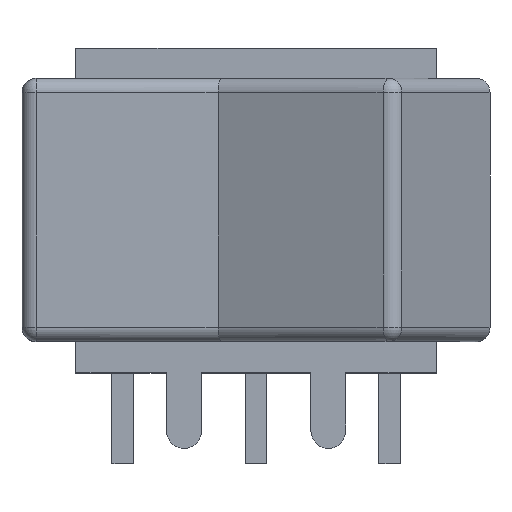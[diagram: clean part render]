
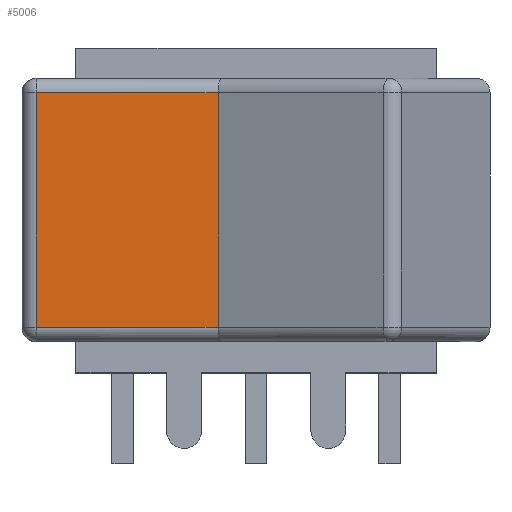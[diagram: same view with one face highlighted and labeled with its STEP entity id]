
A CAD part, top view. The second image highlights one B-rep face of the part: STEP entity #5006.
In plain terms, the highlighted planar face has unit normal (-0.002, 0, 1).
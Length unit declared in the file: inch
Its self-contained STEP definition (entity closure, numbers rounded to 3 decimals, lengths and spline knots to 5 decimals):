
#419=FACE_OUTER_BOUND('',#704,.T.);
#704=EDGE_LOOP('',(#3824,#3825,#3826,#3827));
#1110=LINE('',#7871,#1666);
#1115=LINE('',#7890,#1671);
#1117=LINE('',#7894,#1673);
#1118=LINE('',#7895,#1674);
#1666=VECTOR('',#6207,0.3937);
#1671=VECTOR('',#6232,0.3937);
#1673=VECTOR('',#6236,0.3937);
#1674=VECTOR('',#6237,0.3937);
#2225=VERTEX_POINT('',#7865);
#2226=VERTEX_POINT('',#7869);
#2230=VERTEX_POINT('',#7889);
#2231=VERTEX_POINT('',#7893);
#2803=EDGE_CURVE('',#2226,#2225,#1110,.T.);
#2812=EDGE_CURVE('',#2225,#2230,#1115,.T.);
#2814=EDGE_CURVE('',#2226,#2231,#1117,.T.);
#2815=EDGE_CURVE('',#2230,#2231,#1118,.T.);
#3824=ORIENTED_EDGE('',*,*,#2803,.F.);
#3825=ORIENTED_EDGE('',*,*,#2814,.T.);
#3826=ORIENTED_EDGE('',*,*,#2815,.F.);
#3827=ORIENTED_EDGE('',*,*,#2812,.F.);
#4779=PLANE('',#5387);
#5006=ADVANCED_FACE('',(#419),#4779,.T.);
#5387=AXIS2_PLACEMENT_3D('',#7892,#6234,#6235);
#6207=DIRECTION('',(1.,0.,0.002));
#6232=DIRECTION('',(0.,-1.,0.));
#6234=DIRECTION('center_axis',(-0.002,0.,
1.));
#6235=DIRECTION('ref_axis',(0.,-1.,0.));
#6236=DIRECTION('',(0.,-1.,0.));
#6237=DIRECTION('',(-1.,0.,-0.002));
#7865=CARTESIAN_POINT('',(-0.05283,0.1628,0.83437));
#7869=CARTESIAN_POINT('',(-0.30504,0.1628,0.83393));
#7871=CARTESIAN_POINT('',(-0.23692,0.1628,0.83405));
#7889=CARTESIAN_POINT('',(-0.05283,-0.1628,0.83437));
#7890=CARTESIAN_POINT('',(-0.05283,0.,0.83437));
#7892=CARTESIAN_POINT('Origin',(-0.30504,0.,
0.83393));
#7893=CARTESIAN_POINT('',(-0.30504,-0.1628,0.83393));
#7894=CARTESIAN_POINT('',(-0.30504,0.,0.83393));
#7895=CARTESIAN_POINT('',(-0.23692,-0.1628,0.83405));
